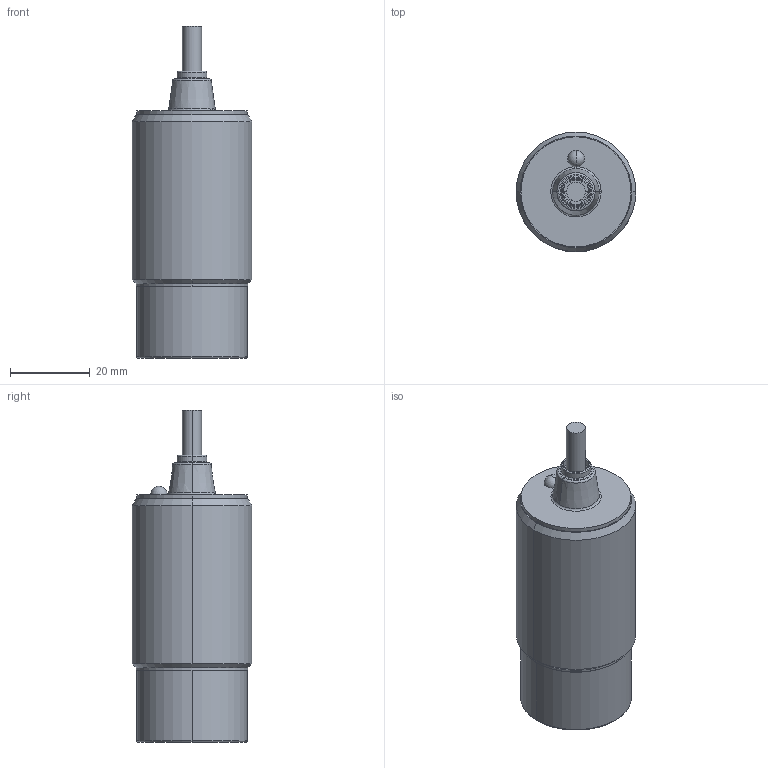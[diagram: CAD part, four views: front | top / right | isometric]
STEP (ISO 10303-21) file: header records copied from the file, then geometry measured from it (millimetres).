
FILE_DESCRIPTION((''),'2;1');
FILE_NAME('CAD-9001_SW0001','2024-03-18T09:18:08',('creinig-se'),(''),'CREO PARAMETRIC BY PTC INC, 2022284','CREO PARAMETRIC BY PTC INC, 2022284','');
FILE_SCHEMA(('CONFIG_CONTROL_DESIGN','SHAPE_APPEARANCE_LAYERS_GROUPS'));
Length unit declared in the file: millimetre
Products named in the file (1): CAD-9001_SW0001
Bounding box: 30 x 30 x 83.23 mm (x, y, z)
Volume: 42639.7 mm3; surface area: 7520.3 mm2
Topology: 1 solids, 1 shells, 54 faces, 182 edges, 184 vertices
Faces by surface type: plane 19, cylinder 14, torus 13, cone 6, sphere 2
Entity records: 2500 total; most frequent: DIRECTION 387, CARTESIAN_POINT 325, ORIENTED_EDGE 258, AXIS2_PLACEMENT_3D 154, EDGE_CURVE 129, PRESENTATION_STYLE_ASSIGNMENT 106, STYLED_ITEM 106, CIRCLE 99
